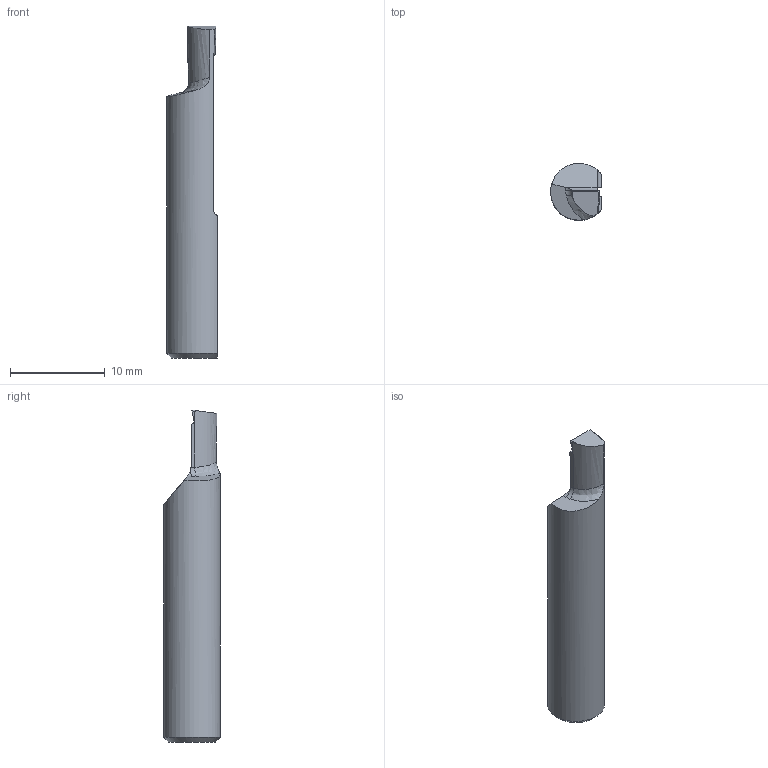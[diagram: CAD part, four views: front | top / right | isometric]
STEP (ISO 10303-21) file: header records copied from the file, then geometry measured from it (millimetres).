
FILE_DESCRIPTION (( 'STEP AP203' ), '1' );
FILE_NAME ('R620M3006-20.step', '2024-02-26T08:16:27', ( '' ), ( '' ), 'SwSTEP 2.0', 'SolidWorks 2022', '' );
FILE_SCHEMA (( 'CONFIG_CONTROL_DESIGN' ));
Length unit declared in the file: millimetre
Products named in the file (1): R620M3006-20
Bounding box: 5.35 x 6 x 35 mm (x, y, z)
Volume: 728.5 mm3; surface area: 640.5 mm2
Topology: 1 solids, 1 shells, 34 faces, 93 edges, 61 vertices
Faces by surface type: plane 16, cylinder 12, bspline 3, torus 2, cone 1
Entity records: 1273 total; most frequent: CARTESIAN_POINT 405, ORIENTED_EDGE 186, DIRECTION 139, EDGE_CURVE 93, VERTEX_POINT 61, VECTOR 49, LINE 49, AXIS2_PLACEMENT_3D 45
